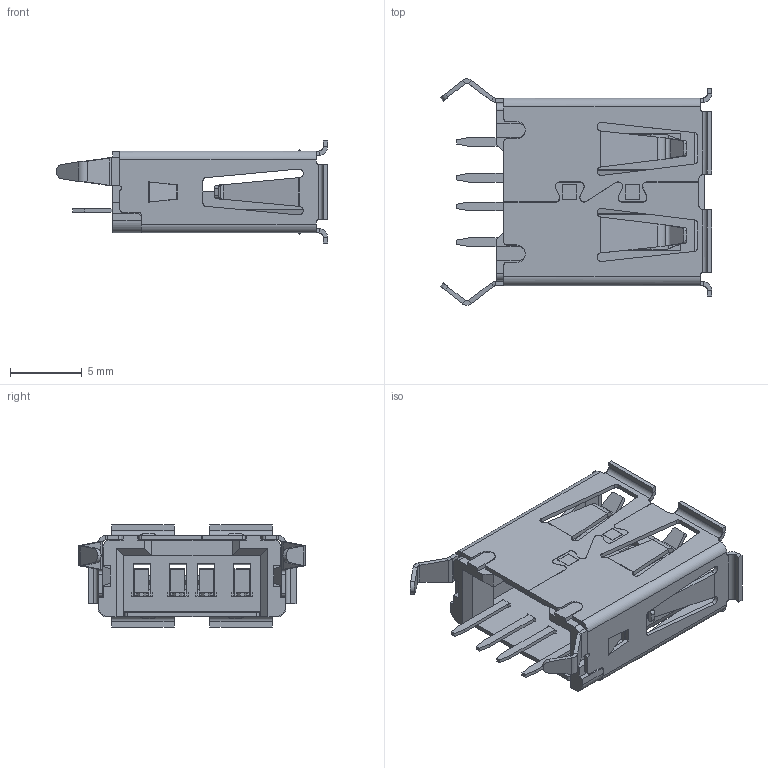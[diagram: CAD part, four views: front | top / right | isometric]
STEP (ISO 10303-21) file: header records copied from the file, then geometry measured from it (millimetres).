
FILE_DESCRIPTION (( 'STEP AP214' ), '1' );
FILE_NAME ('24-00468---Customer-P(028)A21.STEP', '2020-03-12T09:03:25', ( '' ), ( '' ), 'SwSTEP 2.0', 'SolidWorks 2018', '' );
FILE_SCHEMA (( 'AUTOMOTIVE_DESIGN' ));
Length unit declared in the file: millimetre
Products named in the file (1): 24-00468---Customer-P(028)A21
Bounding box: 18.93 x 15.8 x 7.12 mm (x, y, z)
Volume: 389.4 mm3; surface area: 1851.1 mm2
Topology: 10 solids, 10 shells, 717 faces, 1816 edges, 1114 vertices
Faces by surface type: bspline 717
Entity records: 23360 total; most frequent: CARTESIAN_POINT 8498, ORIENTED_EDGE 3632, DIRECTION 1980, EDGE_CURVE 1816, VECTOR 1348, LINE 1348, VERTEX_POINT 1114, EDGE_LOOP 740
